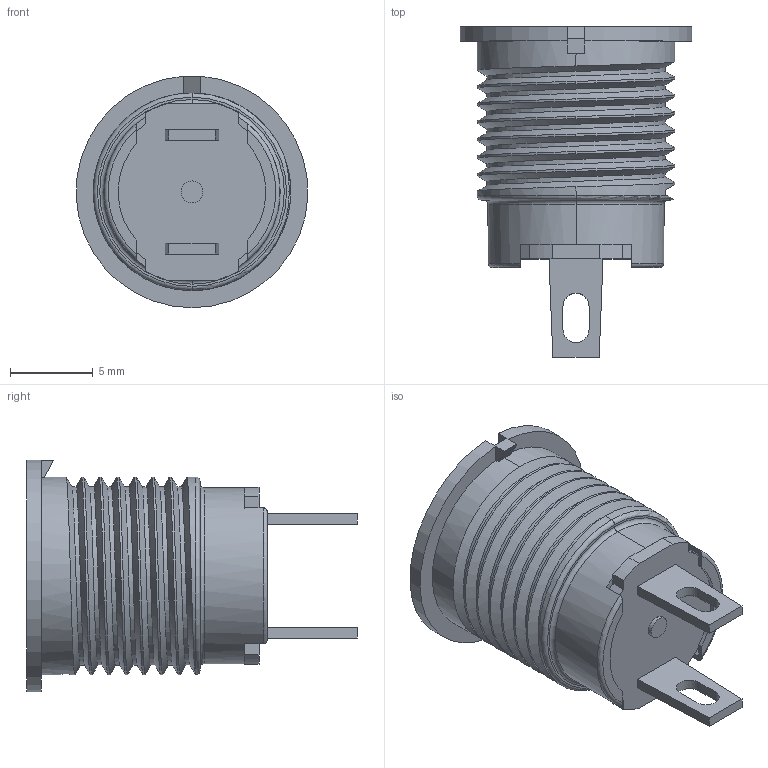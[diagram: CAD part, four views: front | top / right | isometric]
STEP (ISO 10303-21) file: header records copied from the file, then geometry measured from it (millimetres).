
FILE_DESCRIPTION (( 'STEP AP203' ), '1' );
FILE_NAME ('5131-038.STEP', '2020-09-21T16:35:13', ( '' ), ( '' ), 'SwSTEP 2.0', 'SolidWorks 2018', '' );
FILE_SCHEMA (( 'CONFIG_CONTROL_DESIGN' ));
Length unit declared in the file: inch
Products named in the file (1): 5131-038
Bounding box: 13.96 x 19.91 x 13.95 mm (x, y, z)
Volume: 713.4 mm3; surface area: 1625.1 mm2
Topology: 1 solids, 1 shells, 124 faces, 327 edges, 212 vertices
Faces by surface type: cylinder 57, plane 55, torus 6, bspline 6
Entity records: 6032 total; most frequent: CARTESIAN_POINT 3087, ORIENTED_EDGE 654, DIRECTION 550, EDGE_CURVE 327, VERTEX_POINT 212, AXIS2_PLACEMENT_3D 195, LINE 160, VECTOR 160
